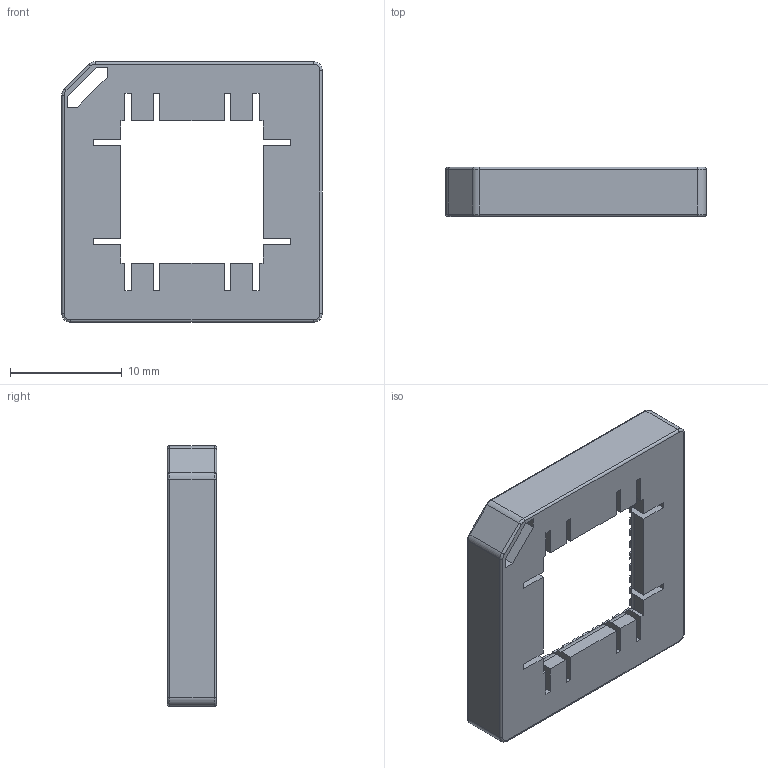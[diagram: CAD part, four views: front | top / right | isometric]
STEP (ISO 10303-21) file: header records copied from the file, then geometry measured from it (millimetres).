
FILE_DESCRIPTION(/* description */ (''),/* implementation_level */ '2;1');
FILE_NAME(/* name */ 'PLCC-44 SMD.step',/* time_stamp */ '2024-08-29T12:06:12-07:00',/* author */ (''),/* organization */ (''),/* preprocessor_version */ 'ST-DEVELOPER v20',/* originating_system */ 'Autodesk Translation Framework v12.20.1.177',/* authorisation */ '');
FILE_SCHEMA (('AUTOMOTIVE_DESIGN { 1 0 10303 214 3 1 1 }'));
Length unit declared in the file: millimetre
Products named in the file (1): PLCC-44 SMD
Bounding box: 23.28 x 4.4 x 23.28 mm (x, y, z)
Volume: 1189 mm3; surface area: 1710.3 mm2
Topology: 45 solids, 45 shells, 419 faces, 938 edges, 610 vertices
Faces by surface type: plane 348, cylinder 57, torus 10, bspline 4
Entity records: 11546 total; most frequent: CARTESIAN_POINT 2100, ORIENTED_EDGE 1876, DIRECTION 1876, EDGE_CURVE 938, LINE 824, VECTOR 824, VERTEX_POINT 610, AXIS2_PLACEMENT_3D 526
